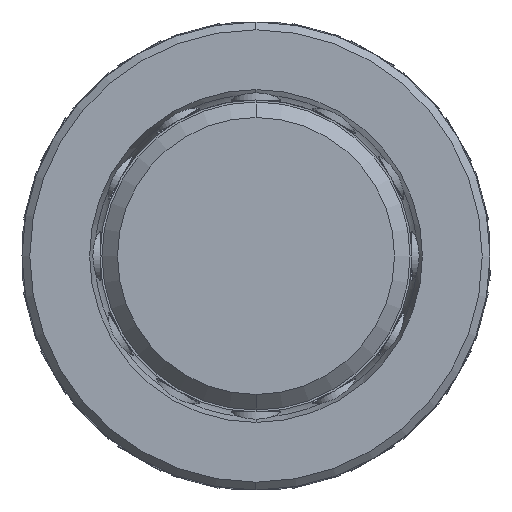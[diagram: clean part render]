
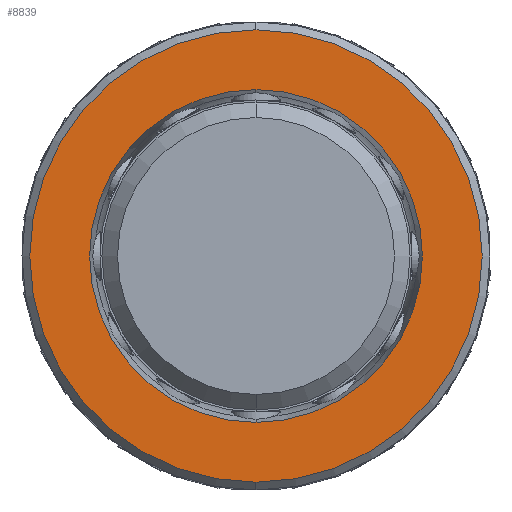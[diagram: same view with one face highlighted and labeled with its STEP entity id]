
A CAD part, front view. The second image highlights one B-rep face of the part: STEP entity #8839.
In plain terms, the highlighted planar face has unit normal (0, -1, 0).
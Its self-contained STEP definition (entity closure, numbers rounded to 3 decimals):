
#281 = VERTEX_POINT ( 'NONE', #2086 ) ;
#1038 = FACE_BOUND ( 'NONE', #1738, .T. ) ;
#1368 = DIRECTION ( 'NONE',  ( 0., 0., -1. ) ) ;
#1738 = EDGE_LOOP ( 'NONE', ( #7088, #17721 ) ) ;
#2086 = CARTESIAN_POINT ( 'NONE',  ( 226.174, -6.032, 21.34 ) ) ;
#4445 = CIRCLE ( 'NONE', #12540, 29. ) ;
#4723 = CIRCLE ( 'NONE', #12371, 29. ) ;
#4866 = DIRECTION ( 'NONE',  ( 0., -1., 0. ) ) ;
#6335 = VERTEX_POINT ( 'NONE', #9984 ) ;
#7088 = ORIENTED_EDGE ( 'NONE', *, *, #18569, .F. ) ;
#7292 = DIRECTION ( 'NONE',  ( 0., 0., -1. ) ) ;
#8395 = DIRECTION ( 'NONE',  ( 0., 1., 0. ) ) ;
#8541 = AXIS2_PLACEMENT_3D ( 'NONE', #21615, #8395, #13156 ) ;
#8839 = ADVANCED_FACE ( 'NONE', ( #1038, #24351 ), #17503, .F. ) ;
#8997 = CARTESIAN_POINT ( 'NONE',  ( 226.174, -6.032, 0. ) ) ;
#9218 = DIRECTION ( 'NONE',  ( 0., -1., 0. ) ) ;
#9984 = CARTESIAN_POINT ( 'NONE',  ( 226.174, -6.032, -21.34 ) ) ;
#10437 = EDGE_CURVE ( 'NONE', #17384, #18847, #4445, .T. ) ;
#10729 = EDGE_CURVE ( 'NONE', #281, #6335, #25361, .T. ) ;
#10758 = DIRECTION ( 'NONE',  ( 0., -1., 0. ) ) ;
#11064 = AXIS2_PLACEMENT_3D ( 'NONE', #18130, #9218, #7292 ) ;
#11398 = DIRECTION ( 'NONE',  ( 0., 0., -1. ) ) ;
#11649 = CARTESIAN_POINT ( 'NONE',  ( 226.174, -6.032, -29. ) ) ;
#12310 = CARTESIAN_POINT ( 'NONE',  ( 226.174, -6.032, 29. ) ) ;
#12371 = AXIS2_PLACEMENT_3D ( 'NONE', #23625, #10758, #11398 ) ;
#12540 = AXIS2_PLACEMENT_3D ( 'NONE', #27629, #14213, #1368 ) ;
#13156 = DIRECTION ( 'NONE',  ( 0., 0., 1. ) ) ;
#13514 = EDGE_CURVE ( 'NONE', #18847, #17384, #4723, .T. ) ;
#14213 = DIRECTION ( 'NONE',  ( 0., -1., 0. ) ) ;
#14957 = EDGE_LOOP ( 'NONE', ( #27357, #27980 ) ) ;
#17384 = VERTEX_POINT ( 'NONE', #11649 ) ;
#17503 = PLANE ( 'NONE',  #8541 ) ;
#17721 = ORIENTED_EDGE ( 'NONE', *, *, #10729, .F. ) ;
#18130 = CARTESIAN_POINT ( 'NONE',  ( 226.174, -6.032, 0. ) ) ;
#18569 = EDGE_CURVE ( 'NONE', #6335, #281, #24823, .T. ) ;
#18847 = VERTEX_POINT ( 'NONE', #12310 ) ;
#19453 = AXIS2_PLACEMENT_3D ( 'NONE', #8997, #4866, #24311 ) ;
#21615 = CARTESIAN_POINT ( 'NONE',  ( 197.174, -6.032, 0. ) ) ;
#23625 = CARTESIAN_POINT ( 'NONE',  ( 226.174, -6.032, 0. ) ) ;
#24311 = DIRECTION ( 'NONE',  ( 0., 0., -1. ) ) ;
#24351 = FACE_OUTER_BOUND ( 'NONE', #14957, .T. ) ;
#24823 = CIRCLE ( 'NONE', #19453, 21.34 ) ;
#25361 = CIRCLE ( 'NONE', #11064, 21.34 ) ;
#27357 = ORIENTED_EDGE ( 'NONE', *, *, #13514, .T. ) ;
#27629 = CARTESIAN_POINT ( 'NONE',  ( 226.174, -6.032, 0. ) ) ;
#27980 = ORIENTED_EDGE ( 'NONE', *, *, #10437, .T. ) ;
